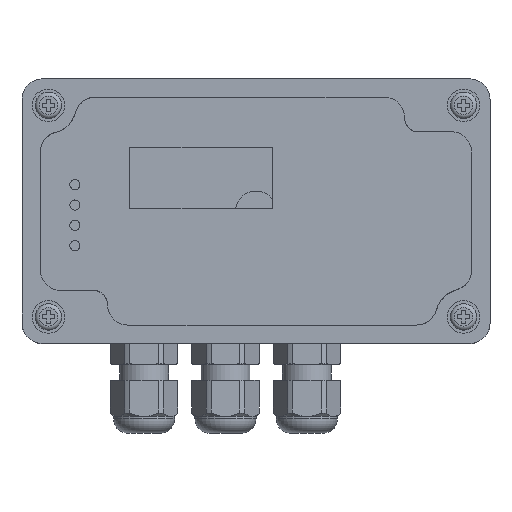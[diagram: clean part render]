
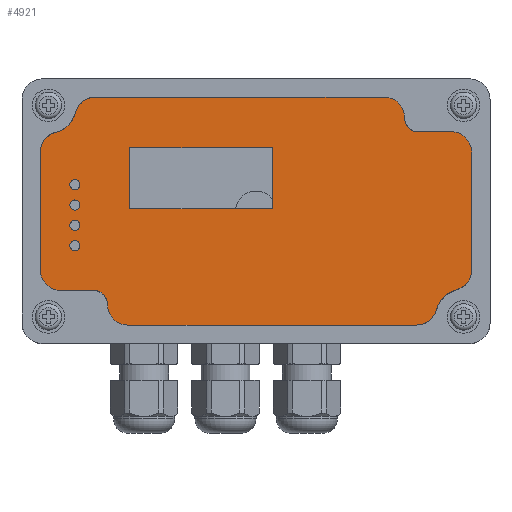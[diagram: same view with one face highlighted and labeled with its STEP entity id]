
A CAD part, top view. The second image highlights one B-rep face of the part: STEP entity #4921.
In plain terms, the highlighted planar face has unit normal (0, 0, 1).
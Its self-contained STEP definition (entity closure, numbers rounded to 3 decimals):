
#138=FACE_BOUND('',#1844,.T.);
#139=FACE_BOUND('',#1845,.T.);
#140=FACE_BOUND('',#1846,.T.);
#141=FACE_BOUND('',#1847,.T.);
#142=FACE_BOUND('',#1848,.T.);
#307=PLANE('',#5521);
#681=LINE('',#8461,#1068);
#682=LINE('',#8463,#1069);
#684=LINE('',#8466,#1071);
#686=LINE('',#8469,#1073);
#689=LINE('',#8473,#1076);
#690=LINE('',#8475,#1077);
#692=LINE('',#8478,#1079);
#694=LINE('',#8481,#1081);
#702=LINE('',#8514,#1089);
#705=LINE('',#8520,#1092);
#708=LINE('',#8526,#1095);
#711=LINE('',#8530,#1098);
#1068=VECTOR('',#6955,10.);
#1069=VECTOR('',#6958,10.);
#1071=VECTOR('',#6962,10.);
#1073=VECTOR('',#6966,10.);
#1076=VECTOR('',#6971,10.);
#1077=VECTOR('',#6974,10.);
#1079=VECTOR('',#6978,10.);
#1081=VECTOR('',#6982,10.);
#1089=VECTOR('',#7016,10.);
#1092=VECTOR('',#7021,10.);
#1095=VECTOR('',#7026,10.);
#1098=VECTOR('',#7031,10.);
#1498=FACE_OUTER_BOUND('',#1843,.T.);
#1843=EDGE_LOOP('',(#4581,#4582,#4583,#4584,#4585,#4586,#4587,#4588,#4589,
#4590,#4591,#4592,#4593,#4594,#4595,#4596,#4597,#4598,#4599,#4600));
#1844=EDGE_LOOP('',(#4601));
#1845=EDGE_LOOP('',(#4602));
#1846=EDGE_LOOP('',(#4603));
#1847=EDGE_LOOP('',(#4604));
#1848=EDGE_LOOP('',(#4605,#4606,#4607,#4608));
#2096=CIRCLE('',#5462,7.245);
#2098=CIRCLE('',#5465,5.);
#2101=CIRCLE('',#5469,5.);
#2102=CIRCLE('',#5471,3.449);
#2104=CIRCLE('',#5474,3.525);
#2106=CIRCLE('',#5477,6.948);
#2108=CIRCLE('',#5480,5.);
#2111=CIRCLE('',#5484,5.);
#2112=CIRCLE('',#5486,5.);
#2114=CIRCLE('',#5489,5.);
#2116=CIRCLE('',#5492,5.);
#2118=CIRCLE('',#5495,5.);
#2120=CIRCLE('',#5506,1.25);
#2122=CIRCLE('',#5509,1.25);
#2124=CIRCLE('',#5512,1.25);
#2126=CIRCLE('',#5515,1.25);
#2523=VERTEX_POINT('',#8364);
#2524=VERTEX_POINT('',#8365);
#2527=VERTEX_POINT('',#8373);
#2530=VERTEX_POINT('',#8381);
#2531=VERTEX_POINT('',#8385);
#2532=VERTEX_POINT('',#8386);
#2535=VERTEX_POINT('',#8394);
#2536=VERTEX_POINT('',#8395);
#2539=VERTEX_POINT('',#8403);
#2540=VERTEX_POINT('',#8404);
#2543=VERTEX_POINT('',#8412);
#2546=VERTEX_POINT('',#8420);
#2547=VERTEX_POINT('',#8424);
#2548=VERTEX_POINT('',#8425);
#2551=VERTEX_POINT('',#8433);
#2552=VERTEX_POINT('',#8434);
#2555=VERTEX_POINT('',#8442);
#2556=VERTEX_POINT('',#8443);
#2559=VERTEX_POINT('',#8451);
#2560=VERTEX_POINT('',#8452);
#2563=VERTEX_POINT('',#8484);
#2565=VERTEX_POINT('',#8490);
#2567=VERTEX_POINT('',#8496);
#2569=VERTEX_POINT('',#8502);
#2573=VERTEX_POINT('',#8511);
#2574=VERTEX_POINT('',#8513);
#2576=VERTEX_POINT('',#8519);
#2578=VERTEX_POINT('',#8525);
#3181=EDGE_CURVE('',#2523,#2524,#2096,.T.);
#3185=EDGE_CURVE('',#2527,#2524,#2098,.T.);
#3190=EDGE_CURVE('',#2523,#2530,#2101,.T.);
#3191=EDGE_CURVE('',#2531,#2532,#2102,.T.);
#3195=EDGE_CURVE('',#2535,#2536,#2104,.T.);
#3199=EDGE_CURVE('',#2539,#2540,#2106,.T.);
#3203=EDGE_CURVE('',#2543,#2540,#2108,.T.);
#3208=EDGE_CURVE('',#2539,#2546,#2111,.T.);
#3209=EDGE_CURVE('',#2547,#2548,#2112,.T.);
#3213=EDGE_CURVE('',#2551,#2552,#2114,.T.);
#3217=EDGE_CURVE('',#2555,#2556,#2116,.T.);
#3221=EDGE_CURVE('',#2559,#2560,#2118,.T.);
#3226=EDGE_CURVE('',#2555,#2531,#681,.T.);
#3227=EDGE_CURVE('',#2532,#2560,#682,.T.);
#3229=EDGE_CURVE('',#2559,#2546,#684,.T.);
#3231=EDGE_CURVE('',#2543,#2548,#686,.T.);
#3234=EDGE_CURVE('',#2547,#2535,#689,.T.);
#3235=EDGE_CURVE('',#2536,#2552,#690,.T.);
#3237=EDGE_CURVE('',#2551,#2530,#692,.T.);
#3239=EDGE_CURVE('',#2527,#2556,#694,.T.);
#3241=EDGE_CURVE('',#2563,#2563,#2120,.T.);
#3244=EDGE_CURVE('',#2565,#2565,#2122,.T.);
#3247=EDGE_CURVE('',#2567,#2567,#2124,.T.);
#3250=EDGE_CURVE('',#2569,#2569,#2126,.T.);
#3255=EDGE_CURVE('',#2574,#2573,#702,.T.);
#3258=EDGE_CURVE('',#2576,#2574,#705,.T.);
#3261=EDGE_CURVE('',#2578,#2576,#708,.T.);
#3264=EDGE_CURVE('',#2573,#2578,#711,.T.);
#4581=ORIENTED_EDGE('',*,*,#3190,.T.);
#4582=ORIENTED_EDGE('',*,*,#3237,.F.);
#4583=ORIENTED_EDGE('',*,*,#3213,.T.);
#4584=ORIENTED_EDGE('',*,*,#3235,.F.);
#4585=ORIENTED_EDGE('',*,*,#3195,.F.);
#4586=ORIENTED_EDGE('',*,*,#3234,.F.);
#4587=ORIENTED_EDGE('',*,*,#3209,.T.);
#4588=ORIENTED_EDGE('',*,*,#3231,.F.);
#4589=ORIENTED_EDGE('',*,*,#3203,.T.);
#4590=ORIENTED_EDGE('',*,*,#3199,.F.);
#4591=ORIENTED_EDGE('',*,*,#3208,.T.);
#4592=ORIENTED_EDGE('',*,*,#3229,.F.);
#4593=ORIENTED_EDGE('',*,*,#3221,.T.);
#4594=ORIENTED_EDGE('',*,*,#3227,.F.);
#4595=ORIENTED_EDGE('',*,*,#3191,.F.);
#4596=ORIENTED_EDGE('',*,*,#3226,.F.);
#4597=ORIENTED_EDGE('',*,*,#3217,.T.);
#4598=ORIENTED_EDGE('',*,*,#3239,.F.);
#4599=ORIENTED_EDGE('',*,*,#3185,.T.);
#4600=ORIENTED_EDGE('',*,*,#3181,.F.);
#4601=ORIENTED_EDGE('',*,*,#3241,.T.);
#4602=ORIENTED_EDGE('',*,*,#3244,.T.);
#4603=ORIENTED_EDGE('',*,*,#3247,.T.);
#4604=ORIENTED_EDGE('',*,*,#3250,.T.);
#4605=ORIENTED_EDGE('',*,*,#3261,.T.);
#4606=ORIENTED_EDGE('',*,*,#3258,.T.);
#4607=ORIENTED_EDGE('',*,*,#3255,.T.);
#4608=ORIENTED_EDGE('',*,*,#3264,.T.);
#4921=ADVANCED_FACE('',(#1498,#138,#139,#140,#141,#142),#307,.T.);
#5462=AXIS2_PLACEMENT_3D('',#8366,#6862,#6863);
#5465=AXIS2_PLACEMENT_3D('',#8374,#6870,#6871);
#5469=AXIS2_PLACEMENT_3D('',#8383,#6880,#6881);
#5471=AXIS2_PLACEMENT_3D('',#8387,#6884,#6885);
#5474=AXIS2_PLACEMENT_3D('',#8396,#6892,#6893);
#5477=AXIS2_PLACEMENT_3D('',#8405,#6900,#6901);
#5480=AXIS2_PLACEMENT_3D('',#8413,#6908,#6909);
#5484=AXIS2_PLACEMENT_3D('',#8422,#6918,#6919);
#5486=AXIS2_PLACEMENT_3D('',#8426,#6922,#6923);
#5489=AXIS2_PLACEMENT_3D('',#8435,#6930,#6931);
#5492=AXIS2_PLACEMENT_3D('',#8444,#6938,#6939);
#5495=AXIS2_PLACEMENT_3D('',#8453,#6946,#6947);
#5506=AXIS2_PLACEMENT_3D('',#8485,#6986,#6987);
#5509=AXIS2_PLACEMENT_3D('',#8491,#6993,#6994);
#5512=AXIS2_PLACEMENT_3D('',#8497,#7000,#7001);
#5515=AXIS2_PLACEMENT_3D('',#8503,#7007,#7008);
#5521=AXIS2_PLACEMENT_3D('',#8531,#7032,#7033);
#6862=DIRECTION('center_axis',(0.,0.,1.));
#6863=DIRECTION('ref_axis',(-0.268,0.963,0.));
#6870=DIRECTION('center_axis',(0.,0.,1.));
#6871=DIRECTION('ref_axis',(0.,-1.,0.));
#6880=DIRECTION('center_axis',(0.,0.,1.));
#6881=DIRECTION('ref_axis',(0.,-1.,0.));
#6884=DIRECTION('center_axis',(0.,0.,1.));
#6885=DIRECTION('ref_axis',(1.,0.011,0.));
#6892=DIRECTION('center_axis',(0.,0.,1.));
#6893=DIRECTION('ref_axis',(-0.999,0.032,0.));
#6900=DIRECTION('center_axis',(0.,0.,1.));
#6901=DIRECTION('ref_axis',(0.231,-0.973,0.));
#6908=DIRECTION('center_axis',(0.,0.,1.));
#6909=DIRECTION('ref_axis',(0.,1.,0.));
#6918=DIRECTION('center_axis',(0.,0.,1.));
#6919=DIRECTION('ref_axis',(0.,1.,0.));
#6922=DIRECTION('center_axis',(0.,0.,1.));
#6923=DIRECTION('ref_axis',(1.,0.,0.));
#6930=DIRECTION('center_axis',(0.,0.,1.));
#6931=DIRECTION('ref_axis',(1.,0.,0.));
#6938=DIRECTION('center_axis',(0.,0.,1.));
#6939=DIRECTION('ref_axis',(-1.,0.,0.));
#6946=DIRECTION('center_axis',(0.,0.,1.));
#6947=DIRECTION('ref_axis',(-1.,0.,0.));
#6955=DIRECTION('',(0.,1.,0.));
#6958=DIRECTION('',(-1.,0.,0.));
#6962=DIRECTION('',(0.,1.,0.));
#6966=DIRECTION('',(1.,0.,0.));
#6971=DIRECTION('',(0.,-1.,0.));
#6974=DIRECTION('',(1.,0.,0.));
#6978=DIRECTION('',(0.,-1.,0.));
#6982=DIRECTION('',(-1.,0.,0.));
#6986=DIRECTION('center_axis',(0.,0.,-1.));
#6987=DIRECTION('ref_axis',(-1.,0.,0.));
#6993=DIRECTION('center_axis',(0.,0.,-1.));
#6994=DIRECTION('ref_axis',(-1.,0.,0.));
#7000=DIRECTION('center_axis',(0.,0.,-1.));
#7001=DIRECTION('ref_axis',(-1.,0.,0.));
#7007=DIRECTION('center_axis',(0.,0.,-1.));
#7008=DIRECTION('ref_axis',(-1.,0.,0.));
#7016=DIRECTION('',(0.,1.,0.));
#7021=DIRECTION('',(-1.,0.,0.));
#7026=DIRECTION('',(0.,-1.,0.));
#7031=DIRECTION('',(1.,0.,0.));
#7032=DIRECTION('center_axis',(0.,0.,1.));
#7033=DIRECTION('ref_axis',(-1.,0.,0.));
#8364=CARTESIAN_POINT('',(106.841,13.183,40.));
#8365=CARTESIAN_POINT('',(101.873,8.382,40.));
#8366=CARTESIAN_POINT('Origin',(108.783,6.203,40.));
#8373=CARTESIAN_POINT('',(97.,4.5,40.));
#8374=CARTESIAN_POINT('Origin',(97.,9.5,40.));
#8381=CARTESIAN_POINT('',(110.5,18.,40.));
#8383=CARTESIAN_POINT('Origin',(105.5,18.,40.));
#8385=CARTESIAN_POINT('',(21.,9.6,40.));
#8386=CARTESIAN_POINT('',(17.817,13.,40.));
#8387=CARTESIAN_POINT('Origin',(17.551,9.561,40.));
#8394=CARTESIAN_POINT('',(94.,55.341,40.));
#8395=CARTESIAN_POINT('',(96.934,52.,40.));
#8396=CARTESIAN_POINT('Origin',(97.522,55.475,40.));
#8403=CARTESIAN_POINT('',(8.391,51.876,40.));
#8404=CARTESIAN_POINT('',(13.097,56.478,40.));
#8405=CARTESIAN_POINT('Origin',(6.465,58.551,40.));
#8412=CARTESIAN_POINT('',(18.,60.5,40.));
#8413=CARTESIAN_POINT('Origin',(18.,55.5,40.));
#8420=CARTESIAN_POINT('',(4.5,47.,40.));
#8422=CARTESIAN_POINT('Origin',(9.5,47.,40.));
#8424=CARTESIAN_POINT('',(94.,55.5,40.));
#8425=CARTESIAN_POINT('',(89.,60.5,40.));
#8426=CARTESIAN_POINT('Origin',(89.,55.5,40.));
#8433=CARTESIAN_POINT('',(110.5,47.,40.));
#8434=CARTESIAN_POINT('',(105.5,52.,40.));
#8435=CARTESIAN_POINT('Origin',(105.5,47.,40.));
#8442=CARTESIAN_POINT('',(21.,9.5,40.));
#8443=CARTESIAN_POINT('',(26.,4.5,40.));
#8444=CARTESIAN_POINT('Origin',(26.,9.5,40.));
#8451=CARTESIAN_POINT('',(4.5,18.,40.));
#8452=CARTESIAN_POINT('',(9.5,13.,40.));
#8453=CARTESIAN_POINT('Origin',(9.5,18.,40.));
#8461=CARTESIAN_POINT('',(21.,9.5,40.));
#8463=CARTESIAN_POINT('',(19.,13.,40.));
#8466=CARTESIAN_POINT('',(4.5,18.,40.));
#8469=CARTESIAN_POINT('',(18.,60.5,40.));
#8473=CARTESIAN_POINT('',(94.,55.5,40.));
#8475=CARTESIAN_POINT('',(96.,52.,40.));
#8478=CARTESIAN_POINT('',(110.5,47.,40.));
#8481=CARTESIAN_POINT('',(97.,4.5,40.));
#8484=CARTESIAN_POINT('',(14.25,29.,40.));
#8485=CARTESIAN_POINT('Origin',(13.,29.,40.));
#8490=CARTESIAN_POINT('',(14.25,34.,40.));
#8491=CARTESIAN_POINT('Origin',(13.,34.,40.));
#8496=CARTESIAN_POINT('',(14.25,24.,40.));
#8497=CARTESIAN_POINT('Origin',(13.,24.,40.));
#8502=CARTESIAN_POINT('',(14.25,39.,40.));
#8503=CARTESIAN_POINT('Origin',(13.,39.,40.));
#8511=CARTESIAN_POINT('',(26.5,48.121,40.));
#8513=CARTESIAN_POINT('',(26.5,33.121,40.));
#8514=CARTESIAN_POINT('',(26.5,32.81,40.));
#8519=CARTESIAN_POINT('',(61.5,33.121,40.));
#8520=CARTESIAN_POINT('',(59.5,33.121,40.));
#8525=CARTESIAN_POINT('',(61.5,48.121,40.));
#8526=CARTESIAN_POINT('',(61.5,40.31,40.));
#8530=CARTESIAN_POINT('',(42.,48.121,40.));
#8531=CARTESIAN_POINT('Origin',(57.5,32.5,40.));
